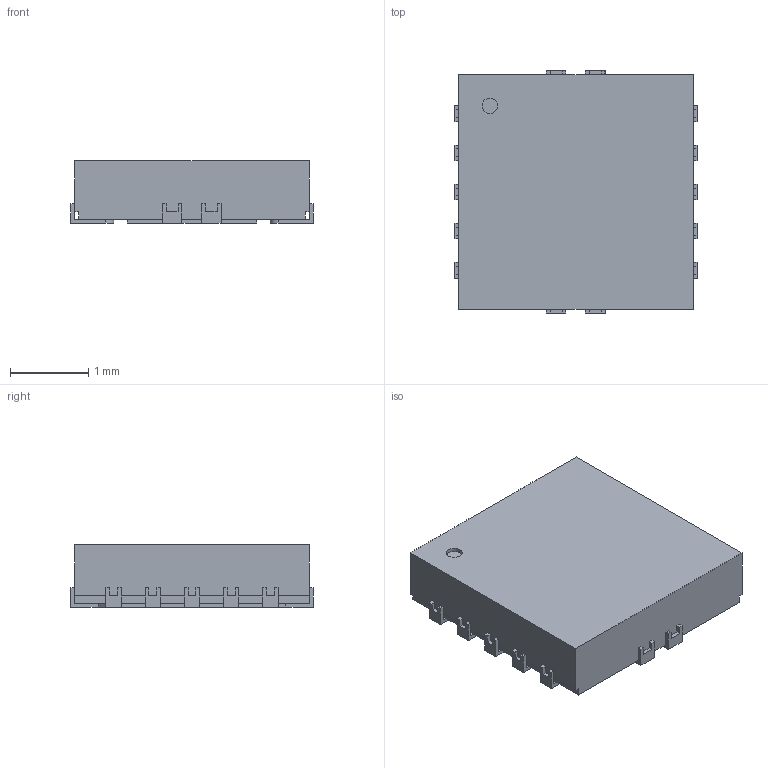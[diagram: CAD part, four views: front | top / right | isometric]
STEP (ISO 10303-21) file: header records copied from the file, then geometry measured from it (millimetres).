
FILE_DESCRIPTION (( 'STEP AP214' ), '1' );
FILE_NAME ('User Library-WSON-10_Ti.STEP', '2020-07-03T05:45:23', ( '' ), ( '' ), 'SwSTEP 2.0', 'SolidWorks 2020', '' );
FILE_SCHEMA (( 'AUTOMOTIVE_DESIGN' ));
Length unit declared in the file: millimetre
Products named in the file (13): PowerPad; Pin5; Pin4; Pin2; Pin8; Pin6; Pin10; Pin7; Pin1; PlasticBody; Pin9; Pin3; User Library-WSON-10_Ti
Assembly tree (12 placements, depth 2):
  User Library-WSON-10_Ti
    Pin3
    Pin4
    Pin1
    Pin5
    PlasticBody
    PowerPad
    Pin2
    Pin8
    Pin9
    Pin10
    Pin6
    Pin7
Bounding box: 3.1 x 3.1 x 0.8 mm (x, y, z)
Volume: 7 mm3; surface area: 40.3 mm2
Topology: 12 solids, 12 shells, 186 faces, 483 edges, 322 vertices
Faces by surface type: plane 169, cylinder 17
Entity records: 8197 total; most frequent: CARTESIAN_POINT 1006, ORIENTED_EDGE 966, DIRECTION 919, EDGE_CURVE 483, VECTOR 449, LINE 449, VERTEX_POINT 322, AXIS2_PLACEMENT_3D 235
